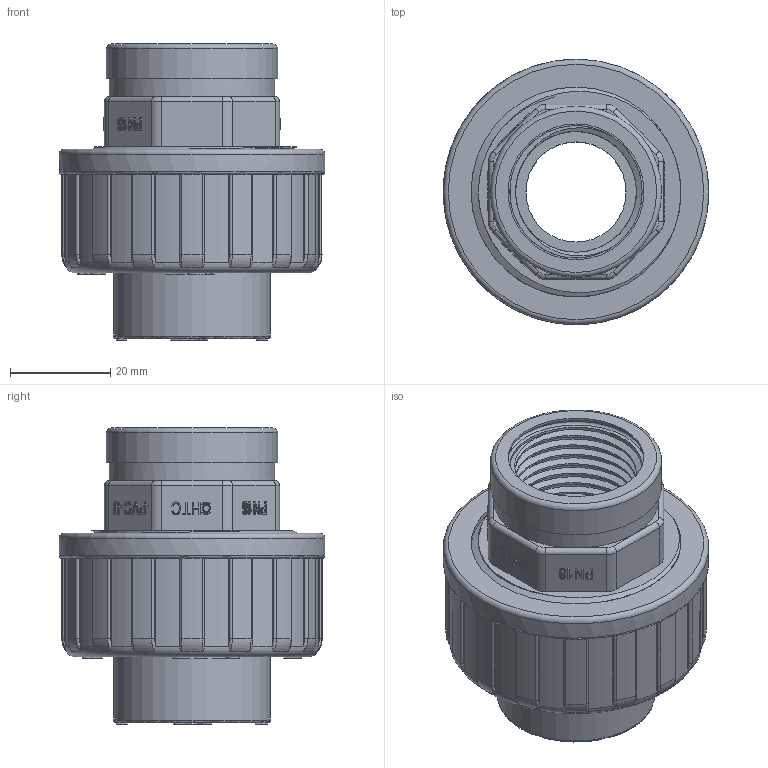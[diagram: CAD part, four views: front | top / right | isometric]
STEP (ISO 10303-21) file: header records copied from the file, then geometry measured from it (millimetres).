
FILE_DESCRIPTION(/* description */ (''),/* implementation_level */ '2;1');
FILE_NAME(/* name */ 'VIC025025+铁圈.stp',/* time_stamp */ '2025-05-09T09:19:36+08:00',/* author */ (''),/* organization */ (''),/* preprocessor_version */ 'ST-DEVELOPER v16.7',/* originating_system */ 'SIEMENS PLM Software NX 12.0',/* authorisation */ '');
FILE_SCHEMA (('AUTOMOTIVE_DESIGN { 1 0 10303 214 3 1 1 1 }'));
Products named in the file (1): Admi38C49DCEywx6
Bounding box: 53 x 53 x 59.1 mm (x, y, z)
Volume: 54856.9 mm3; surface area: 31443.6 mm2
Topology: 5 solids, 5 shells, 1645 faces, 4533 edges, 2993 vertices
Faces by surface type: plane 1171, extrusion 256, cylinder 140, bspline 41, torus 36, cone 1
Full cylindrical faces by diameter (mm): 0.78 x1, 1.17 x1, 1.243 x1, 1.657 x1, 2 x1, 3 x1, 20 x2, 24 x1, 26.441 x7, 27.1 x1, 29 x1, 31.3 x1, 32 x1, 33 x1, 33.2 x1, 34.2 x1, 34.8 x1, 35.2 x1, 38.5 x1, 38.952 x7, 41.91 x7, 53 x1
Entity records: 59758 total; most frequent: CARTESIAN_POINT 19816, ORIENTED_EDGE 8836, DIRECTION 6945, EDGE_CURVE 4418, VECTOR 3679, LINE 3423, VERTEX_POINT 2935, EDGE_LOOP 1764
